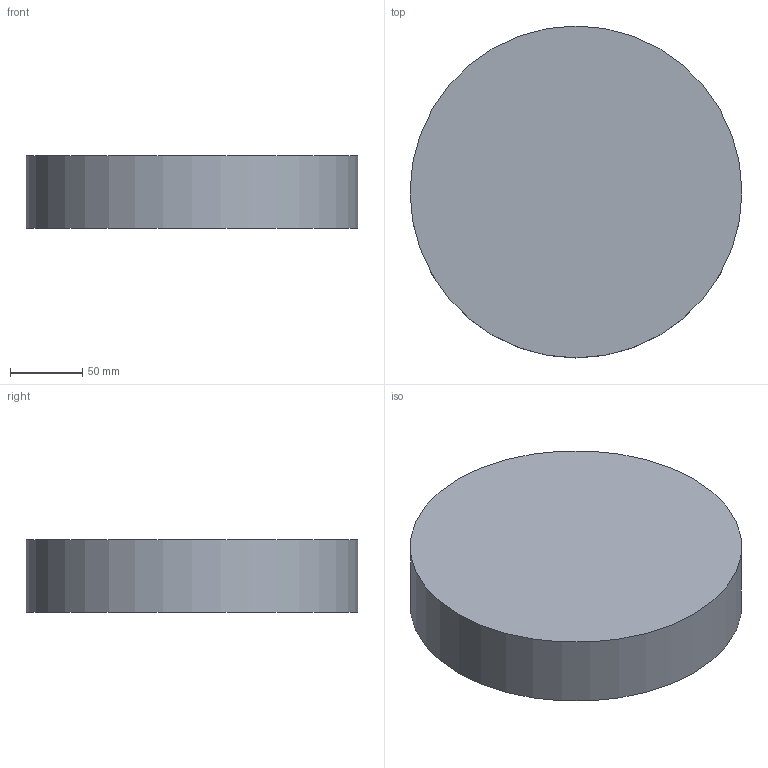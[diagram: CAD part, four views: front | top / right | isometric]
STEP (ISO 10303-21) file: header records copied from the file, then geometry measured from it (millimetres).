
FILE_DESCRIPTION(('FreeCAD Model'),'2;1');
FILE_NAME('Round Bar 230 EN10060 S235JR.step', '2015-12-07T19:24:47',('Author'),(''), 'Open CASCADE STEP processor 6.8','FreeCAD','Unknown');
FILE_SCHEMA(('AUTOMOTIVE_DESIGN_CC2 { 1 2 10303 214 -1 1 5 4 }'));
Length unit declared in the file: millimetre
Products named in the file (1): Round_Bar_230_EN10060_S235JR
Bounding box: 230 x 230 x 50 mm (x, y, z)
Volume: 2077378.1 mm3; surface area: 119223.4 mm2
Topology: 1 solids, 1 shells, 3 faces, 3 edges, 2 vertices
Faces by surface type: plane 2, cylinder 1
Full cylindrical faces by diameter (mm): 230 x1
Entity records: 125 total; most frequent: CARTESIAN_POINT 27, DIRECTION 17, AXIS2_PLACEMENT_3D 6, ORIENTED_EDGE 6, PCURVE 6, DEFINITIONAL_REPRESENTATION 6, LINE 5, VECTOR 5
